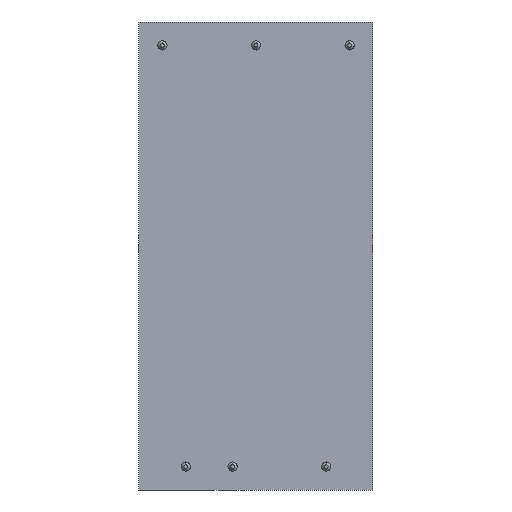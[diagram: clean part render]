
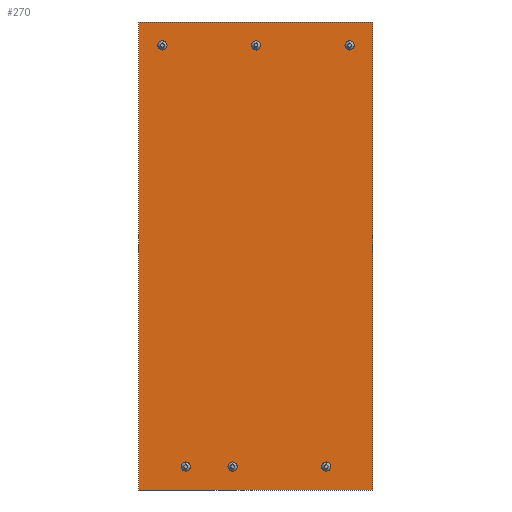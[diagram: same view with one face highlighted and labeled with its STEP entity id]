
A CAD part, front view. The second image highlights one B-rep face of the part: STEP entity #270.
In plain terms, the highlighted planar face has unit normal (0, -1, 0).
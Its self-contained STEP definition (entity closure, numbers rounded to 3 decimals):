
#9 = CARTESIAN_POINT ( 'NONE',  ( -10.16, 0., 22.86 ) ) ;
#12 = CARTESIAN_POINT ( 'NONE',  ( -2.54, 0., -22.36 ) ) ;
#18 = AXIS2_PLACEMENT_3D ( 'NONE', #1884, #729, #2095 ) ;
#47 = CIRCLE ( 'NONE', #709, 0.5 ) ;
#78 = AXIS2_PLACEMENT_3D ( 'NONE', #934, #2300, #1146 ) ;
#83 = CIRCLE ( 'NONE', #2285, 0.5 ) ;
#94 = DIRECTION ( 'NONE',  ( 0., 1., 0. ) ) ;
#166 = CARTESIAN_POINT ( 'NONE',  ( -7.62, 0., -22.86 ) ) ;
#204 = VERTEX_POINT ( 'NONE', #459 ) ;
#205 = DIRECTION ( 'NONE',  ( 0., 0., 1. ) ) ;
#235 = FACE_BOUND ( 'NONE', #1960, .T. ) ;
#236 = VERTEX_POINT ( 'NONE', #1431 ) ;
#254 = ORIENTED_EDGE ( 'NONE', *, *, #1677, .F. ) ;
#265 = CIRCLE ( 'NONE', #1369, 0.5 ) ;
#270 = ADVANCED_FACE ( 'NONE', ( #235, #2246, #1216, #756, #692, #1730, #2195 ), #481, .F. ) ;
#302 = AXIS2_PLACEMENT_3D ( 'NONE', #1265, #94, #1460 ) ;
#312 = ORIENTED_EDGE ( 'NONE', *, *, #2326, .F. ) ;
#321 = ORIENTED_EDGE ( 'NONE', *, *, #685, .F. ) ;
#328 = DIRECTION ( 'NONE',  ( 0., -1., 0. ) ) ;
#332 = CARTESIAN_POINT ( 'NONE',  ( -12.7, 0., 25.4 ) ) ;
#340 = CARTESIAN_POINT ( 'NONE',  ( -12.7, 0., -25.4 ) ) ;
#362 = DIRECTION ( 'NONE',  ( 0., 0., 1. ) ) ;
#365 = ORIENTED_EDGE ( 'NONE', *, *, #1028, .F. ) ;
#395 = CARTESIAN_POINT ( 'NONE',  ( 0., 0., 22.36 ) ) ;
#406 = CIRCLE ( 'NONE', #18, 0.5 ) ;
#409 = DIRECTION ( 'NONE',  ( 0., -1., 0. ) ) ;
#418 = AXIS2_PLACEMENT_3D ( 'NONE', #1807, #645, #2009 ) ;
#432 = CIRCLE ( 'NONE', #2357, 0.5 ) ;
#433 = VERTEX_POINT ( 'NONE', #998 ) ;
#436 = EDGE_CURVE ( 'NONE', #1463, #1747, #437, .T. ) ;
#437 = CIRCLE ( 'NONE', #1234, 0.5 ) ;
#445 = VERTEX_POINT ( 'NONE', #12 ) ;
#446 = EDGE_CURVE ( 'NONE', #1485, #608, #1466, .T. ) ;
#459 = CARTESIAN_POINT ( 'NONE',  ( -2.54, 0., -23.36 ) ) ;
#481 = PLANE ( 'NONE',  #302 ) ;
#482 = AXIS2_PLACEMENT_3D ( 'NONE', #752, #2128, #948 ) ;
#514 = CARTESIAN_POINT ( 'NONE',  ( 10.16, 0., 22.36 ) ) ;
#516 = VERTEX_POINT ( 'NONE', #1539 ) ;
#591 = ORIENTED_EDGE ( 'NONE', *, *, #1928, .F. ) ;
#608 = VERTEX_POINT ( 'NONE', #953 ) ;
#617 = VERTEX_POINT ( 'NONE', #2131 ) ;
#634 = ORIENTED_EDGE ( 'NONE', *, *, #707, .F. ) ;
#645 = DIRECTION ( 'NONE',  ( 0., -1., 0. ) ) ;
#661 = EDGE_LOOP ( 'NONE', ( #1010, #1591 ) ) ;
#674 = CARTESIAN_POINT ( 'NONE',  ( 12.7, 0., -25.4 ) ) ;
#685 = EDGE_CURVE ( 'NONE', #236, #1180, #265, .T. ) ;
#692 = FACE_BOUND ( 'NONE', #1891, .T. ) ;
#707 = EDGE_CURVE ( 'NONE', #1180, #236, #83, .T. ) ;
#709 = AXIS2_PLACEMENT_3D ( 'NONE', #9, #1368, #205 ) ;
#719 = CARTESIAN_POINT ( 'NONE',  ( 12.7, 0., 25.4 ) ) ;
#723 = CARTESIAN_POINT ( 'NONE',  ( 7.62, 0., -22.36 ) ) ;
#729 = DIRECTION ( 'NONE',  ( 0., -1., 0. ) ) ;
#752 = CARTESIAN_POINT ( 'NONE',  ( -2.54, 0., -22.86 ) ) ;
#756 = FACE_OUTER_BOUND ( 'NONE', #981, .T. ) ;
#776 = CARTESIAN_POINT ( 'NONE',  ( -12.7, 0., 25.4 ) ) ;
#787 = ORIENTED_EDGE ( 'NONE', *, *, #2385, .F. ) ;
#822 = EDGE_LOOP ( 'NONE', ( #1357, #1450 ) ) ;
#857 = LINE ( 'NONE', #719, #1835 ) ;
#865 = EDGE_LOOP ( 'NONE', ( #321, #634 ) ) ;
#897 = DIRECTION ( 'NONE',  ( 0., -1., 0. ) ) ;
#934 = CARTESIAN_POINT ( 'NONE',  ( -7.62, 0., -22.86 ) ) ;
#948 = DIRECTION ( 'NONE',  ( 0., 0., 1. ) ) ;
#953 = CARTESIAN_POINT ( 'NONE',  ( 7.62, 0., -23.36 ) ) ;
#978 = CARTESIAN_POINT ( 'NONE',  ( -7.62, 0., -22.36 ) ) ;
#981 = EDGE_LOOP ( 'NONE', ( #365, #1580, #2147, #1201 ) ) ;
#998 = CARTESIAN_POINT ( 'NONE',  ( -12.7, 0., -25.4 ) ) ;
#1010 = ORIENTED_EDGE ( 'NONE', *, *, #2331, .F. ) ;
#1012 = CARTESIAN_POINT ( 'NONE',  ( 7.62, 0., -22.86 ) ) ;
#1028 = EDGE_CURVE ( 'NONE', #1416, #433, #1223, .T. ) ;
#1035 = EDGE_LOOP ( 'NONE', ( #254, #312 ) ) ;
#1039 = VERTEX_POINT ( 'NONE', #332 ) ;
#1102 = CARTESIAN_POINT ( 'NONE',  ( -12.7, 0., 25.4 ) ) ;
#1122 = DIRECTION ( 'NONE',  ( 0., 0., -1. ) ) ;
#1133 = CARTESIAN_POINT ( 'NONE',  ( 0., 0., 22.86 ) ) ;
#1136 = DIRECTION ( 'NONE',  ( 0., -1., 0. ) ) ;
#1146 = DIRECTION ( 'NONE',  ( 0., 0., 1. ) ) ;
#1148 = DIRECTION ( 'NONE',  ( -1., 0., 0. ) ) ;
#1156 = CARTESIAN_POINT ( 'NONE',  ( 10.16, 0., 23.36 ) ) ;
#1180 = VERTEX_POINT ( 'NONE', #395 ) ;
#1191 = CIRCLE ( 'NONE', #2233, 0.5 ) ;
#1201 = ORIENTED_EDGE ( 'NONE', *, *, #1672, .F. ) ;
#1205 = DIRECTION ( 'NONE',  ( 0., 0., 1. ) ) ;
#1216 = FACE_BOUND ( 'NONE', #865, .T. ) ;
#1223 = LINE ( 'NONE', #340, #1679 ) ;
#1234 = AXIS2_PLACEMENT_3D ( 'NONE', #1593, #409, #1773 ) ;
#1265 = CARTESIAN_POINT ( 'NONE',  ( -12.7, 0., 25.4 ) ) ;
#1311 = DIRECTION ( 'NONE',  ( 0., 0., 1. ) ) ;
#1357 = ORIENTED_EDGE ( 'NONE', *, *, #446, .F. ) ;
#1359 = AXIS2_PLACEMENT_3D ( 'NONE', #1012, #2362, #1205 ) ;
#1368 = DIRECTION ( 'NONE',  ( 0., -1., 0. ) ) ;
#1369 = AXIS2_PLACEMENT_3D ( 'NONE', #2076, #897, #2262 ) ;
#1416 = VERTEX_POINT ( 'NONE', #674 ) ;
#1431 = CARTESIAN_POINT ( 'NONE',  ( 0., 0., 23.36 ) ) ;
#1445 = LINE ( 'NONE', #776, #2412 ) ;
#1450 = ORIENTED_EDGE ( 'NONE', *, *, #1559, .F. ) ;
#1460 = DIRECTION ( 'NONE',  ( 0., 0., 1. ) ) ;
#1461 = VECTOR ( 'NONE', #2265, 1000. ) ;
#1463 = VERTEX_POINT ( 'NONE', #514 ) ;
#1466 = CIRCLE ( 'NONE', #1359, 0.5 ) ;
#1485 = VERTEX_POINT ( 'NONE', #723 ) ;
#1498 = CIRCLE ( 'NONE', #418, 0.5 ) ;
#1506 = CARTESIAN_POINT ( 'NONE',  ( -2.54, 0., -22.86 ) ) ;
#1508 = VERTEX_POINT ( 'NONE', #2083 ) ;
#1535 = CIRCLE ( 'NONE', #1968, 0.5 ) ;
#1536 = DIRECTION ( 'NONE',  ( 0., 0., 1. ) ) ;
#1539 = CARTESIAN_POINT ( 'NONE',  ( 12.7, 0., 25.4 ) ) ;
#1545 = DIRECTION ( 'NONE',  ( 0., -1., 0. ) ) ;
#1552 = EDGE_CURVE ( 'NONE', #516, #1416, #857, .T. ) ;
#1559 = EDGE_CURVE ( 'NONE', #608, #1485, #406, .T. ) ;
#1580 = ORIENTED_EDGE ( 'NONE', *, *, #1552, .F. ) ;
#1591 = ORIENTED_EDGE ( 'NONE', *, *, #436, .F. ) ;
#1593 = CARTESIAN_POINT ( 'NONE',  ( 10.16, 0., 22.86 ) ) ;
#1654 = EDGE_CURVE ( 'NONE', #2467, #617, #1191, .T. ) ;
#1672 = EDGE_CURVE ( 'NONE', #433, #1039, #1445, .T. ) ;
#1677 = EDGE_CURVE ( 'NONE', #445, #204, #2475, .T. ) ;
#1679 = VECTOR ( 'NONE', #1148, 1000. ) ;
#1706 = DIRECTION ( 'NONE',  ( 0., 0., 1. ) ) ;
#1730 = FACE_BOUND ( 'NONE', #661, .T. ) ;
#1747 = VERTEX_POINT ( 'NONE', #1156 ) ;
#1773 = DIRECTION ( 'NONE',  ( 0., 0., 1. ) ) ;
#1807 = CARTESIAN_POINT ( 'NONE',  ( -10.16, 0., 22.86 ) ) ;
#1835 = VECTOR ( 'NONE', #1122, 1000. ) ;
#1884 = CARTESIAN_POINT ( 'NONE',  ( 7.62, 0., -22.86 ) ) ;
#1891 = EDGE_LOOP ( 'NONE', ( #591, #2477 ) ) ;
#1919 = CIRCLE ( 'NONE', #78, 0.5 ) ;
#1928 = EDGE_CURVE ( 'NONE', #1508, #2224, #1498, .T. ) ;
#1960 = EDGE_LOOP ( 'NONE', ( #2101, #787 ) ) ;
#1968 = AXIS2_PLACEMENT_3D ( 'NONE', #1506, #328, #1706 ) ;
#2009 = DIRECTION ( 'NONE',  ( 0., 0., 1. ) ) ;
#2068 = EDGE_CURVE ( 'NONE', #2224, #1508, #47, .T. ) ;
#2076 = CARTESIAN_POINT ( 'NONE',  ( 0., 0., 22.86 ) ) ;
#2083 = CARTESIAN_POINT ( 'NONE',  ( -10.16, 0., 23.36 ) ) ;
#2095 = DIRECTION ( 'NONE',  ( 0., 0., 1. ) ) ;
#2101 = ORIENTED_EDGE ( 'NONE', *, *, #1654, .F. ) ;
#2128 = DIRECTION ( 'NONE',  ( 0., -1., 0. ) ) ;
#2131 = CARTESIAN_POINT ( 'NONE',  ( -7.62, 0., -23.36 ) ) ;
#2147 = ORIENTED_EDGE ( 'NONE', *, *, #2304, .F. ) ;
#2188 = CARTESIAN_POINT ( 'NONE',  ( -10.16, 0., 22.36 ) ) ;
#2195 = FACE_BOUND ( 'NONE', #1035, .T. ) ;
#2224 = VERTEX_POINT ( 'NONE', #2188 ) ;
#2233 = AXIS2_PLACEMENT_3D ( 'NONE', #166, #1545, #362 ) ;
#2246 = FACE_BOUND ( 'NONE', #822, .T. ) ;
#2262 = DIRECTION ( 'NONE',  ( 0., 0., 1. ) ) ;
#2265 = DIRECTION ( 'NONE',  ( 1., 0., 0. ) ) ;
#2285 = AXIS2_PLACEMENT_3D ( 'NONE', #1133, #2470, #1311 ) ;
#2291 = CARTESIAN_POINT ( 'NONE',  ( 10.16, 0., 22.86 ) ) ;
#2300 = DIRECTION ( 'NONE',  ( 0., -1., 0. ) ) ;
#2304 = EDGE_CURVE ( 'NONE', #1039, #516, #2498, .T. ) ;
#2326 = EDGE_CURVE ( 'NONE', #204, #445, #1535, .T. ) ;
#2331 = EDGE_CURVE ( 'NONE', #1747, #1463, #432, .T. ) ;
#2357 = AXIS2_PLACEMENT_3D ( 'NONE', #2291, #1136, #2478 ) ;
#2362 = DIRECTION ( 'NONE',  ( 0., -1., 0. ) ) ;
#2385 = EDGE_CURVE ( 'NONE', #617, #2467, #1919, .T. ) ;
#2412 = VECTOR ( 'NONE', #1536, 1000. ) ;
#2467 = VERTEX_POINT ( 'NONE', #978 ) ;
#2470 = DIRECTION ( 'NONE',  ( 0., -1., 0. ) ) ;
#2475 = CIRCLE ( 'NONE', #482, 0.5 ) ;
#2477 = ORIENTED_EDGE ( 'NONE', *, *, #2068, .F. ) ;
#2478 = DIRECTION ( 'NONE',  ( 0., 0., 1. ) ) ;
#2498 = LINE ( 'NONE', #1102, #1461 ) ;
